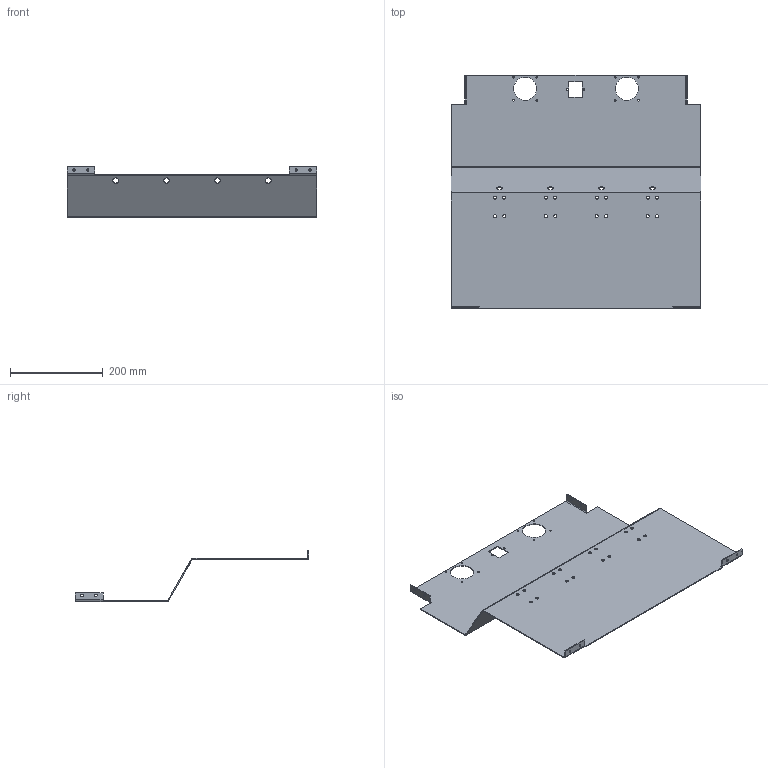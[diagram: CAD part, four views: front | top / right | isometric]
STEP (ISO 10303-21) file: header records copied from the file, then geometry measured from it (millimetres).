
FILE_DESCRIPTION(('FreeCAD Model'),'2;1');
FILE_NAME('filament_cover.step','2019-10-08T11:26:22',('Author'),(''), 'Open CASCADE STEP processor 7.3','FreeCAD','Unknown');
FILE_SCHEMA(('AUTOMOTIVE_DESIGN { 1 0 10303 214 1 1 1 1 }'));
Length unit declared in the file: millimetre
Products named in the file (1): Pocket011
Bounding box: 540 x 504.2 x 110.33 mm (x, y, z)
Volume: 588253.6 mm3; surface area: 595293.8 mm2
Topology: 1 solids, 1 shells, 122 faces, 312 edges, 192 vertices
Faces by surface type: plane 66, cylinder 56
Full cylindrical faces by diameter (mm): 3.2 x8, 4.22 x2, 5 x4, 5.84 x4, 6.4 x16, 50 x2
Entity records: 7985 total; most frequent: CARTESIAN_POINT 1567, DIRECTION 1198, LINE 660, VECTOR 660, ORIENTED_EDGE 624, PCURVE 624, DEFINITIONAL_REPRESENTATION 624, EDGE_CURVE 312
